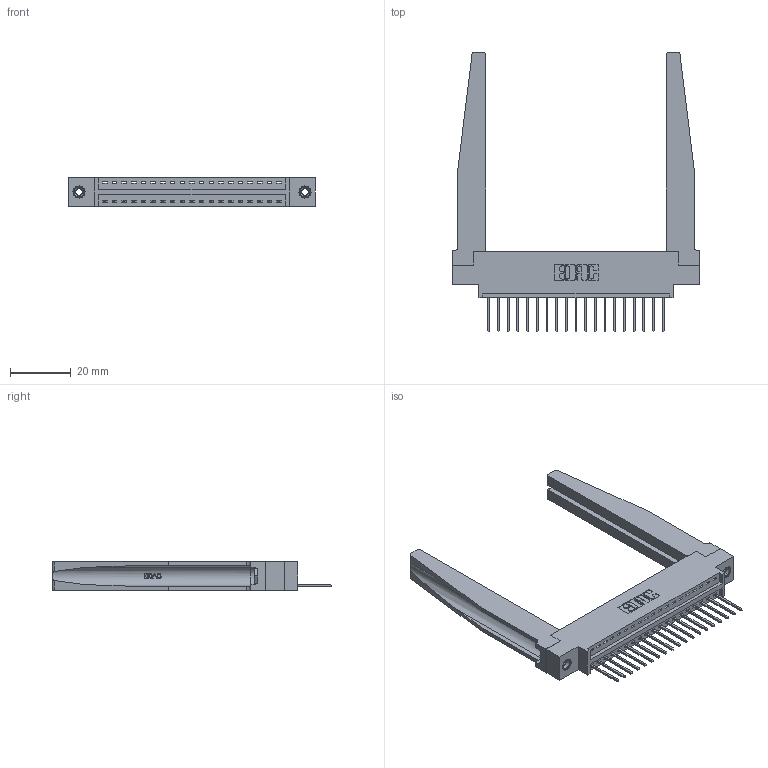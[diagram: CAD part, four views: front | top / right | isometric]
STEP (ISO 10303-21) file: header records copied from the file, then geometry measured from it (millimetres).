
FILE_DESCRIPTION (( 'STEP AP203' ), '1' );
FILE_NAME ('346-019-522-678.STEP', '2022-05-05T15:19:12', ( '' ), ( '' ), 'SwSTEP 2.0', 'SolidWorks 2020', '' );
FILE_SCHEMA (( 'CONFIG_CONTROL_DESIGN' ));
Length unit declared in the file: inch
Products named in the file (5): 346-019-522-678; 345-250-001_345-250-001-102; 345-292-001_345-293-122; 346-220-078_345-220-078; 346 Part_0.170 Offset - 0.156 Dia-TH
Assembly tree (24 placements, depth 2):
  346-019-522-678
    346 Part_0.170 Offset - 0.156 Dia-TH
    345-292-001_345-293-122  x19
    346-220-078_345-220-078  x2
    345-250-001_345-250-001-102  x2
Bounding box: 80.9 x 91.69 x 9.4 mm (x, y, z)
Volume: 14323.9 mm3; surface area: 15822.3 mm2
Topology: 24 solids, 24 shells, 1476 faces, 4329 edges, 2850 vertices
Faces by surface type: plane 996, cylinder 428, bspline 36, cone 12, torus 4
Entity records: 20202 total; most frequent: CARTESIAN_POINT 4386, ORIENTED_EDGE 3226, DIRECTION 2881, EDGE_CURVE 1613, LINE 1311, VECTOR 1311, VERTEX_POINT 1068, AXIS2_PLACEMENT_3D 785
